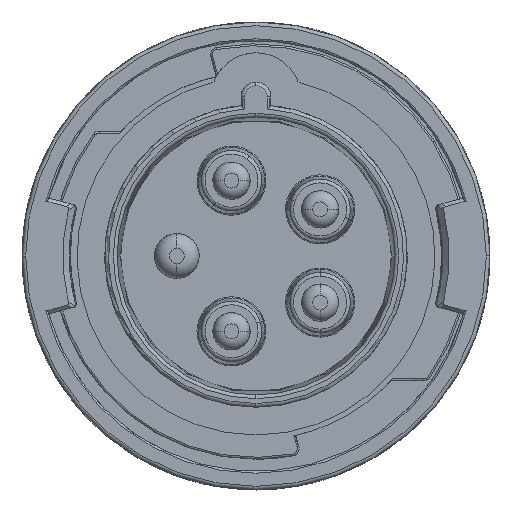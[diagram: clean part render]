
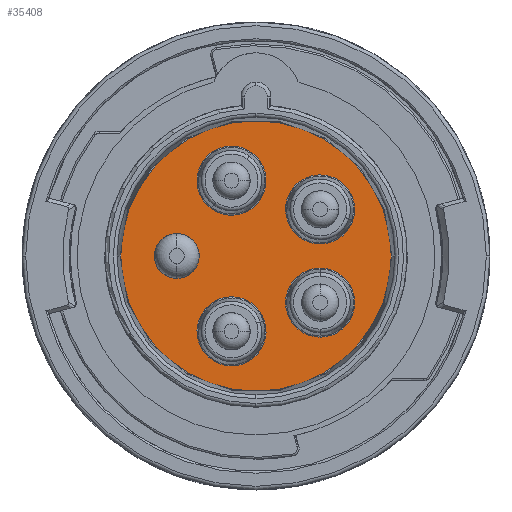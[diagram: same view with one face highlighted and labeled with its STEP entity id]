
A CAD part, front view. The second image highlights one B-rep face of the part: STEP entity #35408.
In plain terms, the highlighted planar face has unit normal (0, -1, 0).
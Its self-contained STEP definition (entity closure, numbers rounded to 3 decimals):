
#719 = FACE_BOUND ( 'NONE', #14902, .T. ) ;
#958 = AXIS2_PLACEMENT_3D ( 'NONE', #25278, #21109, #8820 ) ;
#1563 = DIRECTION ( 'NONE',  ( 0., -1., 0. ) ) ;
#1691 = ORIENTED_EDGE ( 'NONE', *, *, #38196, .T. ) ;
#1832 = CIRCLE ( 'NONE', #38290, 36.25 ) ;
#2096 = VERTEX_POINT ( 'NONE', #20790 ) ;
#2655 = AXIS2_PLACEMENT_3D ( 'NONE', #17445, #1563, #39466 ) ;
#2893 = ORIENTED_EDGE ( 'NONE', *, *, #19117, .F. ) ;
#2910 = EDGE_CURVE ( 'NONE', #45591, #33229, #48398, .T. ) ;
#3418 = CARTESIAN_POINT ( 'NONE',  ( -6.567, 50.295, 20.21 ) ) ;
#3622 = DIRECTION ( 'NONE',  ( 0., 0., 1. ) ) ;
#3910 = CIRCLE ( 'NONE', #45700, 6. ) ;
#4455 = AXIS2_PLACEMENT_3D ( 'NONE', #3418, #11493, #53030 ) ;
#5076 = VERTEX_POINT ( 'NONE', #32079 ) ;
#5237 = DIRECTION ( 'NONE',  ( 0., -1., 0. ) ) ;
#5477 = FACE_BOUND ( 'NONE', #24865, .T. ) ;
#6792 = DIRECTION ( 'NONE',  ( 0., -1., 0. ) ) ;
#7911 = CARTESIAN_POINT ( 'NONE',  ( 17.192, 50.295, 12.49 ) ) ;
#8145 = AXIS2_PLACEMENT_3D ( 'NONE', #23230, #6792, #19585 ) ;
#8820 = DIRECTION ( 'NONE',  ( -0.914, 0., 0.407 ) ) ;
#9089 = FACE_BOUND ( 'NONE', #25218, .T. ) ;
#10948 = CIRCLE ( 'NONE', #42077, 9.265 ) ;
#11493 = DIRECTION ( 'NONE',  ( 0., -1., 0. ) ) ;
#11664 = VERTEX_POINT ( 'NONE', #21295 ) ;
#11781 = EDGE_LOOP ( 'NONE', ( #51919, #51078 ) ) ;
#12555 = EDGE_LOOP ( 'NONE', ( #16503, #1691 ) ) ;
#13509 = ORIENTED_EDGE ( 'NONE', *, *, #31174, .F. ) ;
#14096 = FACE_BOUND ( 'NONE', #35492, .T. ) ;
#14142 = DIRECTION ( 'NONE',  ( -0.914, 0., 0.407 ) ) ;
#14902 = EDGE_LOOP ( 'NONE', ( #28797, #22104 ) ) ;
#16363 = DIRECTION ( 'NONE',  ( 0., -1., 0. ) ) ;
#16451 = EDGE_CURVE ( 'NONE', #48759, #2096, #32718, .T. ) ;
#16503 = ORIENTED_EDGE ( 'NONE', *, *, #51113, .T. ) ;
#16901 = AXIS2_PLACEMENT_3D ( 'NONE', #27647, #27123, #53003 ) ;
#17050 = CIRCLE ( 'NONE', #8145, 9.265 ) ;
#17445 = CARTESIAN_POINT ( 'NONE',  ( 27.146, 50.295, 0.506 ) ) ;
#18058 = CARTESIAN_POINT ( 'NONE',  ( -21.25, 50.295, 0. ) ) ;
#18370 = ORIENTED_EDGE ( 'NONE', *, *, #41523, .F. ) ;
#18624 = EDGE_CURVE ( 'NONE', #2096, #48759, #52492, .T. ) ;
#19117 = EDGE_CURVE ( 'NONE', #48216, #34094, #24059, .T. ) ;
#19585 = DIRECTION ( 'NONE',  ( 0.951, 0., 0.309 ) ) ;
#20762 = DIRECTION ( 'NONE',  ( 0., -1., 0. ) ) ;
#20790 = CARTESIAN_POINT ( 'NONE',  ( -1.121, 50.295, 27.705 ) ) ;
#21109 = DIRECTION ( 'NONE',  ( 0., -1., 0. ) ) ;
#21295 = CARTESIAN_POINT ( 'NONE',  ( 0., 50.295, 36.25 ) ) ;
#21587 = EDGE_CURVE ( 'NONE', #33229, #45591, #27693, .T. ) ;
#21640 = FACE_OUTER_BOUND ( 'NONE', #12555, .T. ) ;
#22104 = ORIENTED_EDGE ( 'NONE', *, *, #2910, .F. ) ;
#23230 = CARTESIAN_POINT ( 'NONE',  ( -6.567, 50.295, -20.21 ) ) ;
#24059 = CIRCLE ( 'NONE', #958, 6. ) ;
#24215 = DIRECTION ( 'NONE',  ( 0., -1., 0. ) ) ;
#24685 = CARTESIAN_POINT ( 'NONE',  ( -26.731, 50.295, 2.44 ) ) ;
#24772 = CARTESIAN_POINT ( 'NONE',  ( 17.192, 50.295, -12.49 ) ) ;
#24865 = EDGE_LOOP ( 'NONE', ( #13509, #39141 ) ) ;
#25218 = EDGE_LOOP ( 'NONE', ( #30334, #2893 ) ) ;
#25278 = CARTESIAN_POINT ( 'NONE',  ( -21.25, 50.295, 0. ) ) ;
#25346 = DIRECTION ( 'NONE',  ( -0.588, 0., -0.809 ) ) ;
#25600 = EDGE_CURVE ( 'NONE', #34094, #48216, #3910, .T. ) ;
#27118 = DIRECTION ( 'NONE',  ( -0.951, 0., 0.309 ) ) ;
#27123 = DIRECTION ( 'NONE',  ( 0., -1., 0. ) ) ;
#27647 = CARTESIAN_POINT ( 'NONE',  ( 0., 50.295, 0. ) ) ;
#27693 = CIRCLE ( 'NONE', #51680, 9.265 ) ;
#28190 = CARTESIAN_POINT ( 'NONE',  ( 17.192, 50.295, 12.49 ) ) ;
#28797 = ORIENTED_EDGE ( 'NONE', *, *, #21587, .F. ) ;
#28829 = AXIS2_PLACEMENT_3D ( 'NONE', #7911, #20762, #54719 ) ;
#28908 = DIRECTION ( 'NONE',  ( 0., 0., 1. ) ) ;
#29133 = AXIS2_PLACEMENT_3D ( 'NONE', #41772, #30054, #25346 ) ;
#29462 = CARTESIAN_POINT ( 'NONE',  ( -6.567, 50.295, -20.21 ) ) ;
#30054 = DIRECTION ( 'NONE',  ( 0., -1., 0. ) ) ;
#30334 = ORIENTED_EDGE ( 'NONE', *, *, #25600, .F. ) ;
#31174 = EDGE_CURVE ( 'NONE', #5076, #44290, #10948, .T. ) ;
#32014 = CARTESIAN_POINT ( 'NONE',  ( -12.012, 50.295, 12.715 ) ) ;
#32079 = CARTESIAN_POINT ( 'NONE',  ( 17.192, 50.295, -3.226 ) ) ;
#32639 = ORIENTED_EDGE ( 'NONE', *, *, #39848, .F. ) ;
#32718 = CIRCLE ( 'NONE', #29133, 9.265 ) ;
#33229 = VERTEX_POINT ( 'NONE', #36283 ) ;
#33383 = DIRECTION ( 'NONE',  ( 0., -1., 0. ) ) ;
#34076 = CIRCLE ( 'NONE', #51830, 9.265 ) ;
#34094 = VERTEX_POINT ( 'NONE', #24685 ) ;
#34377 = VERTEX_POINT ( 'NONE', #38199 ) ;
#34712 = FACE_BOUND ( 'NONE', #11781, .T. ) ;
#35408 = ADVANCED_FACE ( 'NONE', ( #21640, #9089, #5477, #34712, #14096, #719 ), #38632, .T. ) ;
#35492 = EDGE_LOOP ( 'NONE', ( #18370, #32639 ) ) ;
#36283 = CARTESIAN_POINT ( 'NONE',  ( 8.38, 50.295, 15.353 ) ) ;
#36375 = CARTESIAN_POINT ( 'NONE',  ( 0., 50.295, -36.25 ) ) ;
#36821 = CARTESIAN_POINT ( 'NONE',  ( -15.769, 50.295, -2.44 ) ) ;
#37351 = CIRCLE ( 'NONE', #16901, 36.25 ) ;
#38196 = EDGE_CURVE ( 'NONE', #11664, #46326, #1832, .T. ) ;
#38199 = CARTESIAN_POINT ( 'NONE',  ( -15.378, 50.295, -23.073 ) ) ;
#38290 = AXIS2_PLACEMENT_3D ( 'NONE', #41489, #24215, #49813 ) ;
#38348 = CARTESIAN_POINT ( 'NONE',  ( 17.192, 50.295, -21.755 ) ) ;
#38632 = PLANE ( 'NONE',  #2655 ) ;
#39141 = ORIENTED_EDGE ( 'NONE', *, *, #46082, .F. ) ;
#39276 = VERTEX_POINT ( 'NONE', #50048 ) ;
#39466 = DIRECTION ( 'NONE',  ( 0., 0., -1. ) ) ;
#39848 = EDGE_CURVE ( 'NONE', #34377, #39276, #17050, .T. ) ;
#41489 = CARTESIAN_POINT ( 'NONE',  ( 0., 50.295, 0. ) ) ;
#41523 = EDGE_CURVE ( 'NONE', #39276, #34377, #34076, .T. ) ;
#41771 = DIRECTION ( 'NONE',  ( 0., -1., 0. ) ) ;
#41772 = CARTESIAN_POINT ( 'NONE',  ( -6.567, 50.295, 20.21 ) ) ;
#42077 = AXIS2_PLACEMENT_3D ( 'NONE', #24772, #41771, #3622 ) ;
#42284 = DIRECTION ( 'NONE',  ( 0.951, 0., 0.309 ) ) ;
#44290 = VERTEX_POINT ( 'NONE', #38348 ) ;
#45591 = VERTEX_POINT ( 'NONE', #53276 ) ;
#45700 = AXIS2_PLACEMENT_3D ( 'NONE', #18058, #5237, #14142 ) ;
#46082 = EDGE_CURVE ( 'NONE', #44290, #5076, #54280, .T. ) ;
#46326 = VERTEX_POINT ( 'NONE', #36375 ) ;
#48216 = VERTEX_POINT ( 'NONE', #36821 ) ;
#48398 = CIRCLE ( 'NONE', #28829, 9.265 ) ;
#48759 = VERTEX_POINT ( 'NONE', #32014 ) ;
#49076 = DIRECTION ( 'NONE',  ( 0., -1., 0. ) ) ;
#49813 = DIRECTION ( 'NONE',  ( 0., 0., -1. ) ) ;
#50048 = CARTESIAN_POINT ( 'NONE',  ( 2.245, 50.295, -17.347 ) ) ;
#50747 = AXIS2_PLACEMENT_3D ( 'NONE', #51161, #16363, #28908 ) ;
#51078 = ORIENTED_EDGE ( 'NONE', *, *, #18624, .F. ) ;
#51113 = EDGE_CURVE ( 'NONE', #46326, #11664, #37351, .T. ) ;
#51161 = CARTESIAN_POINT ( 'NONE',  ( 17.192, 50.295, -12.49 ) ) ;
#51680 = AXIS2_PLACEMENT_3D ( 'NONE', #28190, #49076, #27118 ) ;
#51830 = AXIS2_PLACEMENT_3D ( 'NONE', #29462, #33383, #42284 ) ;
#51919 = ORIENTED_EDGE ( 'NONE', *, *, #16451, .F. ) ;
#52492 = CIRCLE ( 'NONE', #4455, 9.265 ) ;
#53003 = DIRECTION ( 'NONE',  ( 0., 0., -1. ) ) ;
#53030 = DIRECTION ( 'NONE',  ( -0.588, 0., -0.809 ) ) ;
#53276 = CARTESIAN_POINT ( 'NONE',  ( 26.003, 50.295, 9.627 ) ) ;
#54280 = CIRCLE ( 'NONE', #50747, 9.265 ) ;
#54719 = DIRECTION ( 'NONE',  ( -0.951, 0., 0.309 ) ) ;
